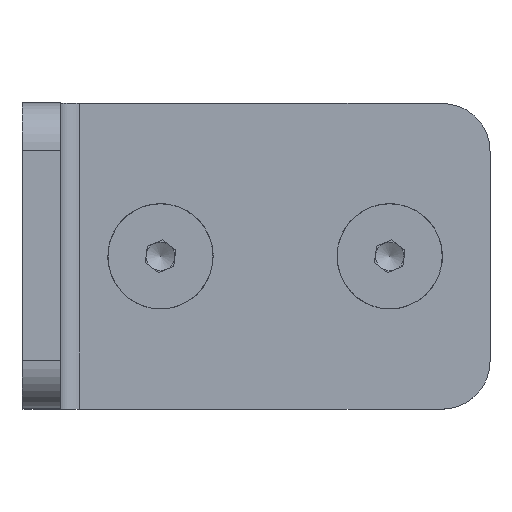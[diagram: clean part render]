
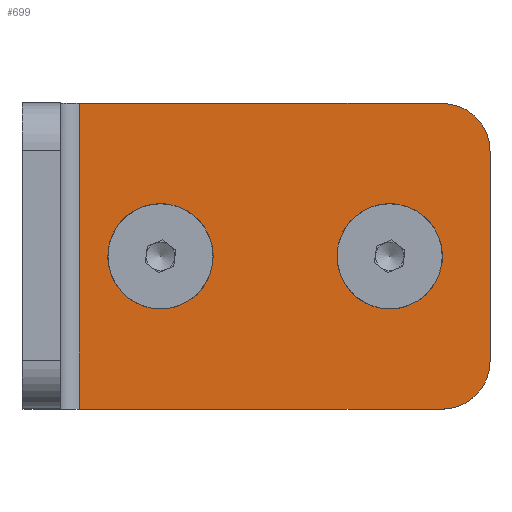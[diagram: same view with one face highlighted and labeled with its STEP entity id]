
A CAD part, top view. The second image highlights one B-rep face of the part: STEP entity #699.
In plain terms, the highlighted planar face has unit normal (0, 0, 1).
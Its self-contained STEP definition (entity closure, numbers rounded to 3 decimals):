
#70=CIRCLE('',#787,5.5);
#71=CIRCLE('',#788,5.5);
#72=CIRCLE('',#789,5.);
#73=CIRCLE('',#790,5.);
#138=ORIENTED_EDGE('',*,*,#315,.T.);
#139=ORIENTED_EDGE('',*,*,#316,.T.);
#140=ORIENTED_EDGE('',*,*,#313,.T.);
#141=ORIENTED_EDGE('',*,*,#317,.T.);
#142=ORIENTED_EDGE('',*,*,#300,.T.);
#143=ORIENTED_EDGE('',*,*,#318,.F.);
#144=ORIENTED_EDGE('',*,*,#296,.T.);
#145=ORIENTED_EDGE('',*,*,#319,.T.);
#296=EDGE_CURVE('',#389,#388,#445,.T.);
#300=EDGE_CURVE('',#390,#391,#447,.T.);
#313=EDGE_CURVE('',#399,#398,#454,.T.);
#315=EDGE_CURVE('',#400,#400,#70,.T.);
#316=EDGE_CURVE('',#401,#401,#71,.T.);
#317=EDGE_CURVE('',#398,#390,#72,.T.);
#318=EDGE_CURVE('',#389,#391,#456,.T.);
#319=EDGE_CURVE('',#388,#399,#73,.T.);
#388=VERTEX_POINT('',#1119);
#389=VERTEX_POINT('',#1121);
#390=VERTEX_POINT('',#1127);
#391=VERTEX_POINT('',#1128);
#398=VERTEX_POINT('',#1149);
#399=VERTEX_POINT('',#1151);
#400=VERTEX_POINT('',#1155);
#401=VERTEX_POINT('',#1157);
#445=LINE('',#1120,#501);
#447=LINE('',#1126,#503);
#454=LINE('',#1150,#510);
#456=LINE('',#1159,#512);
#501=VECTOR('',#885,1000.);
#503=VECTOR('',#893,1000.);
#510=VECTOR('',#916,1000.);
#512=VECTOR('',#926,1000.);
#553=EDGE_LOOP('',(#138));
#554=EDGE_LOOP('',(#139));
#555=EDGE_LOOP('',(#140,#141,#142,#143,#144,#145));
#615=FACE_BOUND('',#553,.T.);
#616=FACE_BOUND('',#554,.T.);
#617=FACE_BOUND('',#555,.T.);
#674=PLANE('',#786);
#699=ADVANCED_FACE('',(#615,#616,#617),#674,.T.);
#786=AXIS2_PLACEMENT_3D('',#1153,#918,#919);
#787=AXIS2_PLACEMENT_3D('',#1154,#920,#921);
#788=AXIS2_PLACEMENT_3D('',#1156,#922,#923);
#789=AXIS2_PLACEMENT_3D('',#1158,#924,#925);
#790=AXIS2_PLACEMENT_3D('',#1160,#927,#928);
#885=DIRECTION('',(1.,0.,0.));
#893=DIRECTION('',(-1.,0.,0.));
#916=DIRECTION('',(0.,1.,0.));
#918=DIRECTION('',(0.,0.,1.));
#919=DIRECTION('',(1.,0.,0.));
#920=DIRECTION('',(0.,0.,-1.));
#921=DIRECTION('',(0.,1.,0.));
#922=DIRECTION('',(0.,0.,-1.));
#923=DIRECTION('',(0.,1.,0.));
#924=DIRECTION('',(0.,0.,1.));
#925=DIRECTION('',(1.,0.,0.));
#926=DIRECTION('',(0.,1.,0.));
#927=DIRECTION('',(0.,0.,1.));
#928=DIRECTION('',(1.,0.,0.));
#1119=CARTESIAN_POINT('',(17.5,-16.,0.));
#1120=CARTESIAN_POINT('',(-22.5,-16.,0.));
#1121=CARTESIAN_POINT('',(-20.5,-16.,0.));
#1126=CARTESIAN_POINT('',(22.5,16.,0.));
#1127=CARTESIAN_POINT('',(17.5,16.,0.));
#1128=CARTESIAN_POINT('',(-20.5,16.,0.));
#1149=CARTESIAN_POINT('',(22.5,11.,0.));
#1150=CARTESIAN_POINT('',(22.5,-16.,0.));
#1151=CARTESIAN_POINT('',(22.5,-11.,0.));
#1153=CARTESIAN_POINT('',(-22.5,-16.,0.));
#1154=CARTESIAN_POINT('',(12.,0.,0.));
#1155=CARTESIAN_POINT('',(12.,5.5,0.));
#1156=CARTESIAN_POINT('',(-12.,0.,0.));
#1157=CARTESIAN_POINT('',(-12.,5.5,0.));
#1158=CARTESIAN_POINT('',(17.5,11.,0.));
#1159=CARTESIAN_POINT('',(-20.5,-16.,0.));
#1160=CARTESIAN_POINT('',(17.5,-11.,0.));
